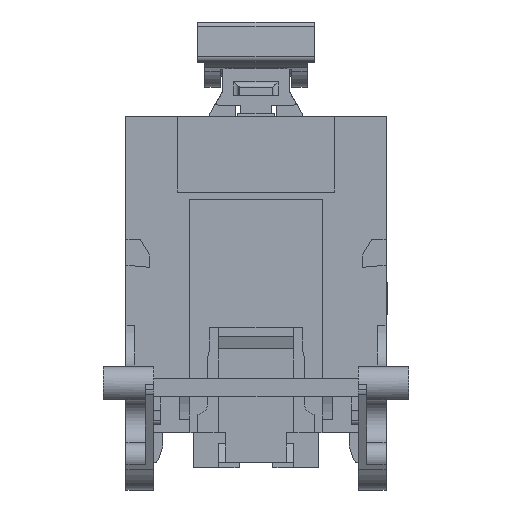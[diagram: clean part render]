
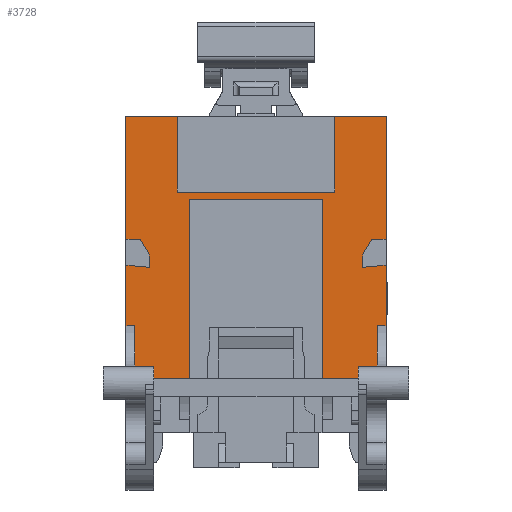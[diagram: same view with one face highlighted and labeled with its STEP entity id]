
A CAD part, front view. The second image highlights one B-rep face of the part: STEP entity #3728.
In plain terms, the highlighted face is planar.
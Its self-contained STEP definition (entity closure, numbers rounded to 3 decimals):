
#3728=ADVANCED_FACE('',(#9076),#6531,.T.);
#6531=PLANE('',#54596);
#9076=FACE_OUTER_BOUND('',#11960,.T.);
#11960=EDGE_LOOP('',(#18750,#18751,#18752,#18753,#18754,#18755,#18756,#18757,
#18758,#18759,#18760,#18761,#18762,#18763,#18764,#18765,#18766,#18767,#18768,
#18769,#18770,#18771,#18772,#18773,#18774,#18775,#18776,#18777,#18778,#18779));
#18750=ORIENTED_EDGE('',*,*,#36103,.T.);
#18751=ORIENTED_EDGE('',*,*,#36104,.T.);
#18752=ORIENTED_EDGE('',*,*,#36105,.T.);
#18753=ORIENTED_EDGE('',*,*,#36106,.T.);
#18754=ORIENTED_EDGE('',*,*,#36107,.F.);
#18755=ORIENTED_EDGE('',*,*,#35951,.F.);
#18756=ORIENTED_EDGE('',*,*,#36108,.T.);
#18757=ORIENTED_EDGE('',*,*,#35937,.F.);
#18758=ORIENTED_EDGE('',*,*,#36109,.F.);
#18759=ORIENTED_EDGE('',*,*,#36110,.F.);
#18760=ORIENTED_EDGE('',*,*,#35962,.T.);
#18761=ORIENTED_EDGE('',*,*,#36111,.F.);
#18762=ORIENTED_EDGE('',*,*,#35954,.T.);
#18763=ORIENTED_EDGE('',*,*,#36112,.F.);
#18764=ORIENTED_EDGE('',*,*,#36113,.T.);
#18765=ORIENTED_EDGE('',*,*,#36114,.F.);
#18766=ORIENTED_EDGE('',*,*,#36115,.F.);
#18767=ORIENTED_EDGE('',*,*,#35946,.F.);
#18768=ORIENTED_EDGE('',*,*,#36116,.T.);
#18769=ORIENTED_EDGE('',*,*,#36117,.T.);
#18770=ORIENTED_EDGE('',*,*,#36118,.T.);
#18771=ORIENTED_EDGE('',*,*,#36119,.T.);
#18772=ORIENTED_EDGE('',*,*,#36120,.T.);
#18773=ORIENTED_EDGE('',*,*,#36121,.T.);
#18774=ORIENTED_EDGE('',*,*,#36122,.T.);
#18775=ORIENTED_EDGE('',*,*,#36123,.F.);
#18776=ORIENTED_EDGE('',*,*,#36124,.F.);
#18777=ORIENTED_EDGE('',*,*,#36125,.T.);
#18778=ORIENTED_EDGE('',*,*,#36126,.T.);
#18779=ORIENTED_EDGE('',*,*,#36127,.F.);
#30403=VERTEX_POINT('',#75806);
#30405=VERTEX_POINT('',#75809);
#30413=VERTEX_POINT('',#75828);
#30414=VERTEX_POINT('',#75829);
#30417=VERTEX_POINT('',#75837);
#30418=VERTEX_POINT('',#75839);
#30419=VERTEX_POINT('',#75843);
#30420=VERTEX_POINT('',#75845);
#30426=VERTEX_POINT('',#75860);
#30427=VERTEX_POINT('',#75861);
#30562=VERTEX_POINT('',#76156);
#30563=VERTEX_POINT('',#76157);
#30564=VERTEX_POINT('',#76159);
#30565=VERTEX_POINT('',#76161);
#30566=VERTEX_POINT('',#76163);
#30567=VERTEX_POINT('',#76167);
#30568=VERTEX_POINT('',#76171);
#30569=VERTEX_POINT('',#76173);
#30570=VERTEX_POINT('',#76175);
#30571=VERTEX_POINT('',#76178);
#30572=VERTEX_POINT('',#76180);
#30573=VERTEX_POINT('',#76182);
#30574=VERTEX_POINT('',#76184);
#30575=VERTEX_POINT('',#76186);
#30576=VERTEX_POINT('',#76188);
#30577=VERTEX_POINT('',#76190);
#30578=VERTEX_POINT('',#76192);
#30579=VERTEX_POINT('',#76194);
#30580=VERTEX_POINT('',#76196);
#30581=VERTEX_POINT('',#76198);
#35937=EDGE_CURVE('',#30403,#30405,#42980,.T.);
#35946=EDGE_CURVE('',#30413,#30414,#42989,.T.);
#35951=EDGE_CURVE('',#30417,#30418,#42991,.T.);
#35954=EDGE_CURVE('',#30420,#30419,#42993,.T.);
#35962=EDGE_CURVE('',#30426,#30427,#43000,.T.);
#36103=EDGE_CURVE('',#30562,#30563,#43132,.T.);
#36104=EDGE_CURVE('',#30563,#30564,#43133,.T.);
#36105=EDGE_CURVE('',#30564,#30565,#43134,.T.);
#36106=EDGE_CURVE('',#30565,#30566,#43135,.T.);
#36107=EDGE_CURVE('',#30418,#30566,#43136,.T.);
#36108=EDGE_CURVE('',#30417,#30405,#43137,.T.);
#36109=EDGE_CURVE('',#30567,#30403,#43138,.T.);
#36110=EDGE_CURVE('',#30426,#30567,#43139,.T.);
#36111=EDGE_CURVE('',#30420,#30427,#43140,.T.);
#36112=EDGE_CURVE('',#30568,#30419,#43141,.T.);
#36113=EDGE_CURVE('',#30568,#30569,#43142,.T.);
#36114=EDGE_CURVE('',#30570,#30569,#43143,.T.);
#36115=EDGE_CURVE('',#30414,#30570,#43144,.T.);
#36116=EDGE_CURVE('',#30413,#30571,#43145,.T.);
#36117=EDGE_CURVE('',#30571,#30572,#43146,.T.);
#36118=EDGE_CURVE('',#30572,#30573,#43147,.T.);
#36119=EDGE_CURVE('',#30573,#30574,#43148,.T.);
#36120=EDGE_CURVE('',#30574,#30575,#43149,.T.);
#36121=EDGE_CURVE('',#30575,#30576,#43150,.T.);
#36122=EDGE_CURVE('',#30576,#30577,#43151,.T.);
#36123=EDGE_CURVE('',#30578,#30577,#43152,.T.);
#36124=EDGE_CURVE('',#30579,#30578,#43153,.T.);
#36125=EDGE_CURVE('',#30579,#30580,#43154,.T.);
#36126=EDGE_CURVE('',#30580,#30581,#43155,.T.);
#36127=EDGE_CURVE('',#30562,#30581,#43156,.T.);
#42980=LINE('',#75808,#49356);
#42989=LINE('',#75827,#49365);
#42991=LINE('',#75838,#49367);
#42993=LINE('',#75844,#49369);
#43000=LINE('',#75859,#49376);
#43132=LINE('',#76155,#49508);
#43133=LINE('',#76158,#49509);
#43134=LINE('',#76160,#49510);
#43135=LINE('',#76162,#49511);
#43136=LINE('',#76164,#49512);
#43137=LINE('',#76165,#49513);
#43138=LINE('',#76166,#49514);
#43139=LINE('',#76168,#49515);
#43140=LINE('',#76169,#49516);
#43141=LINE('',#76170,#49517);
#43142=LINE('',#76172,#49518);
#43143=LINE('',#76174,#49519);
#43144=LINE('',#76176,#49520);
#43145=LINE('',#76177,#49521);
#43146=LINE('',#76179,#49522);
#43147=LINE('',#76181,#49523);
#43148=LINE('',#76183,#49524);
#43149=LINE('',#76185,#49525);
#43150=LINE('',#76187,#49526);
#43151=LINE('',#76189,#49527);
#43152=LINE('',#76191,#49528);
#43153=LINE('',#76193,#49529);
#43154=LINE('',#76195,#49530);
#43155=LINE('',#76197,#49531);
#43156=LINE('',#76199,#49532);
#49356=VECTOR('',#61366,1.);
#49365=VECTOR('',#61379,1.);
#49367=VECTOR('',#61389,1.);
#49369=VECTOR('',#61395,1.);
#49376=VECTOR('',#61406,1.);
#49508=VECTOR('',#61554,1.);
#49509=VECTOR('',#61555,1.);
#49510=VECTOR('',#61556,1.);
#49511=VECTOR('',#61557,1.);
#49512=VECTOR('',#61558,1.);
#49513=VECTOR('',#61559,1.);
#49514=VECTOR('',#61560,1.);
#49515=VECTOR('',#61561,1.);
#49516=VECTOR('',#61562,1.);
#49517=VECTOR('',#61563,1.);
#49518=VECTOR('',#61564,1.);
#49519=VECTOR('',#61565,1.);
#49520=VECTOR('',#61566,1.);
#49521=VECTOR('',#61567,1.);
#49522=VECTOR('',#61568,1.);
#49523=VECTOR('',#61569,1.);
#49524=VECTOR('',#61570,1.);
#49525=VECTOR('',#61571,1.);
#49526=VECTOR('',#61572,1.);
#49527=VECTOR('',#61573,1.);
#49528=VECTOR('',#61574,1.);
#49529=VECTOR('',#61575,1.);
#49530=VECTOR('',#61576,1.);
#49531=VECTOR('',#61577,1.);
#49532=VECTOR('',#61578,1.);
#54596=AXIS2_PLACEMENT_3D('',#76200,#61579,#61580);
#61366=DIRECTION('',(-1.,0.,0.));
#61379=DIRECTION('',(-1.,0.,0.));
#61389=DIRECTION('',(-1.,0.,0.));
#61395=DIRECTION('',(0.,-1.,0.));
#61406=DIRECTION('',(0.,1.,0.));
#61554=DIRECTION('',(1.,0.,0.));
#61555=DIRECTION('',(0.5,-0.866,0.));
#61556=DIRECTION('',(0.,-1.,0.));
#61557=DIRECTION('',(-0.996,0.087,0.));
#61558=DIRECTION('',(0.,1.,0.));
#61559=DIRECTION('',(0.,-1.,0.));
#61560=DIRECTION('',(0.,1.,0.));
#61561=DIRECTION('',(-1.,0.,0.));
#61562=DIRECTION('',(-1.,0.,0.));
#61563=DIRECTION('',(-1.,0.,0.));
#61564=DIRECTION('',(0.,1.,0.));
#61565=DIRECTION('',(-1.,0.,0.));
#61566=DIRECTION('',(0.,-1.,0.));
#61567=DIRECTION('',(0.,1.,0.));
#61568=DIRECTION('',(-0.996,-0.087,0.));
#61569=DIRECTION('',(0.,1.,0.));
#61570=DIRECTION('',(0.5,0.866,0.));
#61571=DIRECTION('',(1.,0.,0.));
#61572=DIRECTION('',(0.,1.,0.));
#61573=DIRECTION('',(-1.,0.,0.));
#61574=DIRECTION('',(0.,1.,0.));
#61575=DIRECTION('',(1.,0.,0.));
#61576=DIRECTION('',(0.,1.,0.));
#61577=DIRECTION('',(-1.,0.,0.));
#61578=DIRECTION('',(0.,1.,0.));
#61579=DIRECTION('',(0.,0.,1.));
#61580=DIRECTION('',(1.,0.,0.));
#75806=CARTESIAN_POINT('',(-10.,6.45,4.6));
#75808=CARTESIAN_POINT('',(11.85,6.45,4.6));
#75809=CARTESIAN_POINT('',(-11.85,6.45,4.6));
#75827=CARTESIAN_POINT('',(12.7,10.45,4.6));
#75828=CARTESIAN_POINT('',(12.7,10.45,4.6));
#75829=CARTESIAN_POINT('',(11.85,10.45,4.6));
#75837=CARTESIAN_POINT('',(-11.85,10.45,4.6));
#75838=CARTESIAN_POINT('',(12.7,10.45,4.6));
#75839=CARTESIAN_POINT('',(-12.7,10.45,4.6));
#75843=CARTESIAN_POINT('',(6.45,5.25,4.6));
#75844=CARTESIAN_POINT('',(6.45,10.45,4.6));
#75845=CARTESIAN_POINT('',(6.45,22.8,4.6));
#75859=CARTESIAN_POINT('',(-6.45,10.45,4.6));
#75860=CARTESIAN_POINT('',(-6.45,5.25,4.6));
#75861=CARTESIAN_POINT('',(-6.45,22.8,4.6));
#76155=CARTESIAN_POINT('',(-12.7,18.9,4.6));
#76156=CARTESIAN_POINT('',(-12.7,18.9,4.6));
#76157=CARTESIAN_POINT('',(-11.295,18.9,4.6));
#76158=CARTESIAN_POINT('',(-11.295,18.9,4.6));
#76159=CARTESIAN_POINT('',(-10.4,17.35,4.6));
#76160=CARTESIAN_POINT('',(-10.4,17.35,4.6));
#76161=CARTESIAN_POINT('',(-10.4,16.149,4.6));
#76162=CARTESIAN_POINT('',(-10.4,16.149,4.6));
#76163=CARTESIAN_POINT('',(-12.7,16.35,4.6));
#76164=CARTESIAN_POINT('',(-12.7,10.45,4.6));
#76165=CARTESIAN_POINT('',(-11.85,10.45,4.6));
#76166=CARTESIAN_POINT('',(-10.,5.25,4.6));
#76167=CARTESIAN_POINT('',(-10.,5.25,4.6));
#76168=CARTESIAN_POINT('',(10.,5.25,4.6));
#76169=CARTESIAN_POINT('',(12.7,22.8,4.6));
#76170=CARTESIAN_POINT('',(10.,5.25,4.6));
#76171=CARTESIAN_POINT('',(10.,5.25,4.6));
#76172=CARTESIAN_POINT('',(10.,5.25,4.6));
#76173=CARTESIAN_POINT('',(10.,6.45,4.6));
#76174=CARTESIAN_POINT('',(11.85,6.45,4.6));
#76175=CARTESIAN_POINT('',(11.85,6.45,4.6));
#76176=CARTESIAN_POINT('',(11.85,10.45,4.6));
#76177=CARTESIAN_POINT('',(12.7,10.45,4.6));
#76178=CARTESIAN_POINT('',(12.7,16.35,4.6));
#76179=CARTESIAN_POINT('',(12.7,16.35,4.6));
#76180=CARTESIAN_POINT('',(10.4,16.149,4.6));
#76181=CARTESIAN_POINT('',(10.4,16.149,4.6));
#76182=CARTESIAN_POINT('',(10.4,17.35,4.6));
#76183=CARTESIAN_POINT('',(10.4,17.35,4.6));
#76184=CARTESIAN_POINT('',(11.295,18.9,4.6));
#76185=CARTESIAN_POINT('',(11.295,18.9,4.6));
#76186=CARTESIAN_POINT('',(12.7,18.9,4.6));
#76187=CARTESIAN_POINT('',(12.7,10.45,4.6));
#76188=CARTESIAN_POINT('',(12.7,30.85,4.6));
#76189=CARTESIAN_POINT('',(12.7,30.85,4.6));
#76190=CARTESIAN_POINT('',(7.7,30.85,4.6));
#76191=CARTESIAN_POINT('',(7.7,23.5,4.6));
#76192=CARTESIAN_POINT('',(7.7,23.5,4.6));
#76193=CARTESIAN_POINT('',(-7.7,23.5,4.6));
#76194=CARTESIAN_POINT('',(-7.7,23.5,4.6));
#76195=CARTESIAN_POINT('',(-7.7,23.5,4.6));
#76196=CARTESIAN_POINT('',(-7.7,30.85,4.6));
#76197=CARTESIAN_POINT('',(12.7,30.85,4.6));
#76198=CARTESIAN_POINT('',(-12.7,30.85,4.6));
#76199=CARTESIAN_POINT('',(-12.7,10.45,4.6));
#76200=CARTESIAN_POINT('',(12.7,10.45,4.6));
